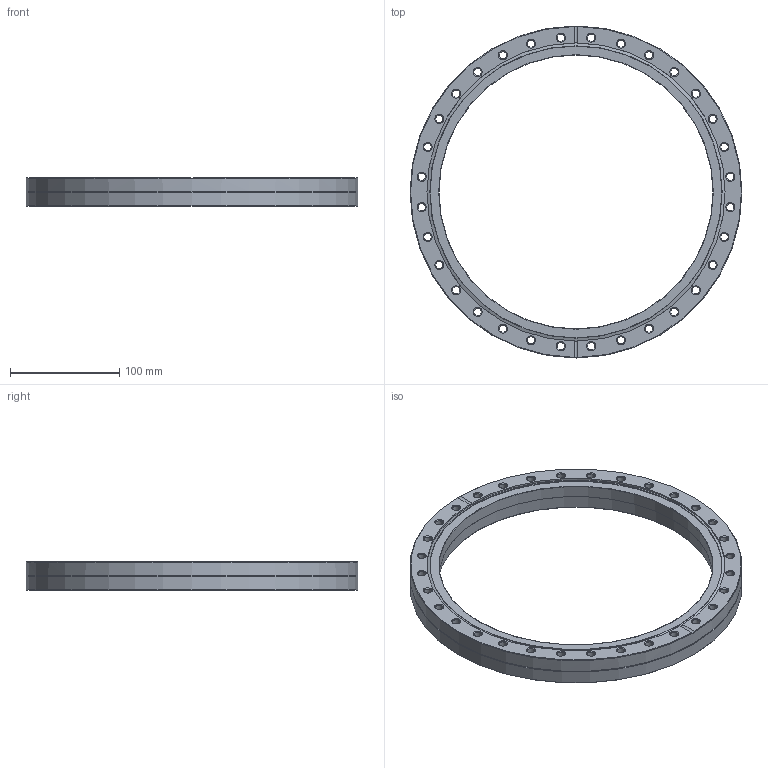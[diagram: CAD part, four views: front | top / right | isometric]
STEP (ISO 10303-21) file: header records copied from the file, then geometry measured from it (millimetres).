
FILE_DESCRIPTION( ( 'Unknown' ), '1' );
FILE_NAME( 'F1200X1000NM.stp', 'Unknown', ( 'Unknown' ), ( 'Unknown' ), 'XStep 1.0', 'Unknown', ' ' );
FILE_SCHEMA( ( 'CONFIG_CONTROL_DESIGN' ) );
Length unit declared in the file: millimetre
Products named in the file (1): 1
Bounding box: 304.04 x 304.04 x 25.91 mm (x, y, z)
Volume: 539044.6 mm3; surface area: 106889 mm2
Topology: 1 solids, 1 shells, 119 faces, 278 edges, 162 vertices
Faces by surface type: cone 70, cylinder 39, plane 5, torus 5
Full cylindrical faces by diameter (mm): 6.8 x32, 250.952 x1, 254.508 x1, 273.05 x1, 304.038 x2
Entity records: 3004 total; most frequent: DIRECTION 544, CARTESIAN_POINT 504, ORIENTED_EDGE 324, EDGE_LOOP 296, AXIS2_PLACEMENT_3D 270, EDGE_CURVE 162, FACE_OUTER_BOUND 161, VERTEX_POINT 156
